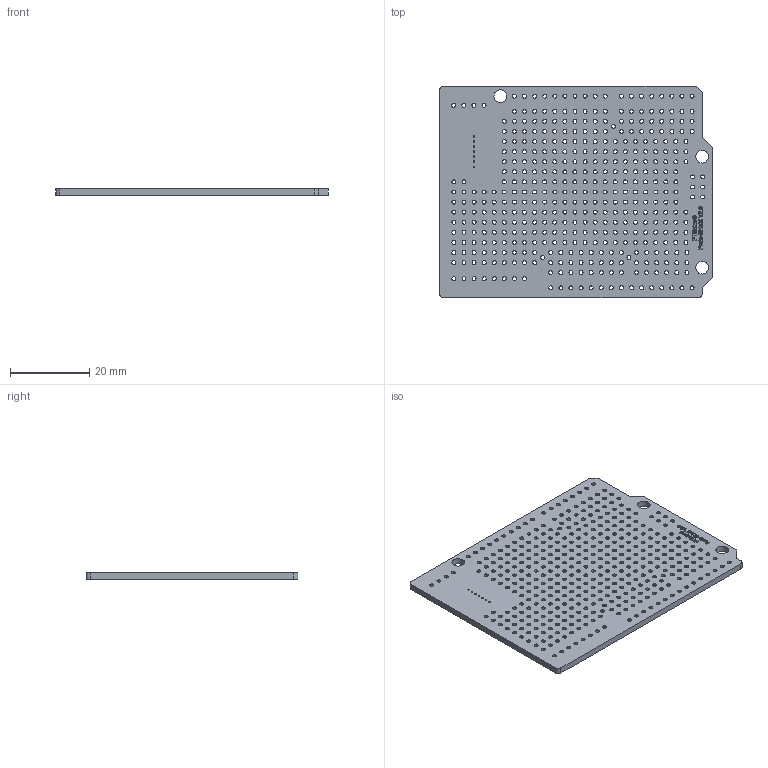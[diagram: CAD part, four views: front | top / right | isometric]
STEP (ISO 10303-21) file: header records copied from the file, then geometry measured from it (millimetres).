
FILE_DESCRIPTION(/* description */ (''),/* implementation_level */ '2;1');
FILE_NAME(/* name */ 'PTSolns Proto-Shield V1.5 v5.step',/* time_stamp */ '2024-10-07T22:57:03-05:00',/* author */ (''),/* organization */ (''),/* preprocessor_version */ 'ST-DEVELOPER v20',/* originating_system */ 'Autodesk Translation Framework v13.20.0.188',/* authorisation */ '');
FILE_SCHEMA (('AUTOMOTIVE_DESIGN { 1 0 10303 214 3 1 1 }'));
Products named in the file (1): PTSolns Proto-Shield V1.5
Bounding box: 68.58 x 53.34 x 1.6 mm (x, y, z)
Volume: 5225.5 mm3; surface area: 9030.4 mm2
Topology: 1 solids, 1 shells, 3759 faces, 11163 edges, 7442 vertices
Faces by surface type: bspline 3579, plane 177, cylinder 3
Full cylindrical faces by diameter (mm): 3.2 x3
Entity records: 149157 total; most frequent: CARTESIAN_POINT 71684, ORIENTED_EDGE 22326, EDGE_CURVE 11163, VERTEX_POINT 7442, B_SPLINE_CURVE_WITH_KNOTS 7158, EDGE_LOOP 4629, DIRECTION 4373, LINE 3999
